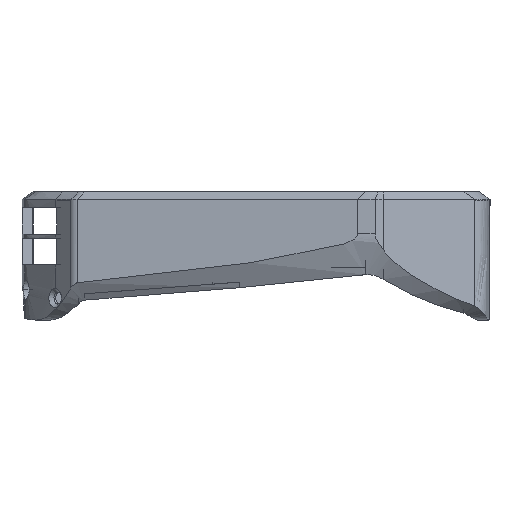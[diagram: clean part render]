
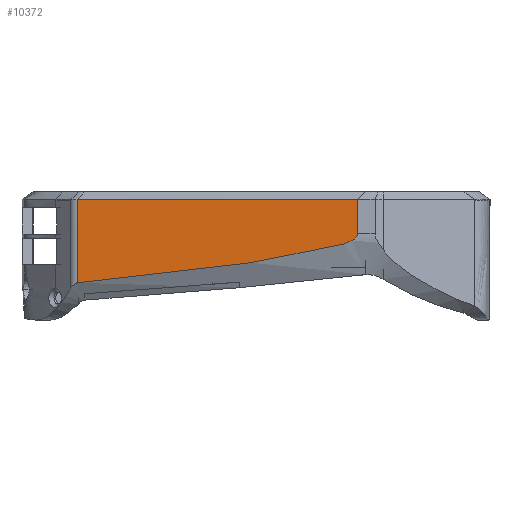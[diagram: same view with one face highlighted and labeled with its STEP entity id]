
A CAD part, left-side view. The second image highlights one B-rep face of the part: STEP entity #10372.
In plain terms, the highlighted planar face has unit normal (-0.999, 0.053, 0).
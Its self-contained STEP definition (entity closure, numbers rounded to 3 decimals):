
#646=FACE_OUTER_BOUND('',#1234,.T.);
#1234=EDGE_LOOP('',(#7797,#7798,#7799,#7800));
#2111=LINE('',#19154,#3175);
#2127=LINE('',#19270,#3191);
#2128=LINE('',#19271,#3192);
#3175=VECTOR('',#12299,10.);
#3191=VECTOR('',#12327,10.);
#3192=VECTOR('',#12328,10.);
#3979=B_SPLINE_CURVE_WITH_KNOTS('',3,(#17578,#17579,#17580,#17581,#17582,
#17583,#17584,#17585,#17586,#17587,#17588,#17589,#17590,#17591,#17592,#17593),
 .UNSPECIFIED.,.F.,.F.,(4,2,2,2,2,2,2,4),(0.05,5.176,
6.334,6.678,6.791,6.858,6.891,
6.925),.UNSPECIFIED.);
#4538=VERTEX_POINT('',#17575);
#4539=VERTEX_POINT('',#17577);
#4744=VERTEX_POINT('',#19134);
#4745=VERTEX_POINT('',#19153);
#5651=EDGE_CURVE('',#4539,#4538,#3979,.T.);
#5929=EDGE_CURVE('',#4744,#4745,#2111,.T.);
#5951=EDGE_CURVE('',#4539,#4745,#2127,.T.);
#5952=EDGE_CURVE('',#4538,#4744,#2128,.T.);
#7797=ORIENTED_EDGE('',*,*,#5929,.T.);
#7798=ORIENTED_EDGE('',*,*,#5951,.F.);
#7799=ORIENTED_EDGE('',*,*,#5651,.T.);
#7800=ORIENTED_EDGE('',*,*,#5952,.T.);
#9923=PLANE('',#10990);
#10372=ADVANCED_FACE('',(#646),#9923,.T.);
#10990=AXIS2_PLACEMENT_3D('',#19269,#12325,#12326);
#12299=DIRECTION('',(0.053,0.999,0.));
#12325=DIRECTION('center_axis',(-0.999,0.053,0.));
#12326=DIRECTION('ref_axis',(-0.053,-0.999,0.));
#12327=DIRECTION('',(0.,0.,1.));
#12328=DIRECTION('',(0.,0.,1.));
#17575=CARTESIAN_POINT('',(-151.931,-26.45,12.141));
#17577=CARTESIAN_POINT('',(-147.958,48.11,-0.96));
#17578=CARTESIAN_POINT('Ctrl Pts',(-147.958,48.11,-0.96));
#17579=CARTESIAN_POINT('Ctrl Pts',(-148.874,30.927,0.699));
#17580=CARTESIAN_POINT('Ctrl Pts',(-150.33,3.588,3.609));
#17581=CARTESIAN_POINT('Ctrl Pts',(-151.407,-16.611,
7.6));
#17582=CARTESIAN_POINT('Ctrl Pts',(-151.658,-21.337,
8.658));
#17583=CARTESIAN_POINT('Ctrl Pts',(-151.852,-24.96,
10.216));
#17584=CARTESIAN_POINT('Ctrl Pts',(-151.889,-25.659,
10.602));
#17585=CARTESIAN_POINT('Ctrl Pts',(-151.919,-26.219,
11.144));
#17586=CARTESIAN_POINT('Ctrl Pts',(-151.926,-26.35,11.302));
#17587=CARTESIAN_POINT('Ctrl Pts',(-151.932,-26.479,
11.58));
#17588=CARTESIAN_POINT('Ctrl Pts',(-151.934,-26.509,
11.69));
#17589=CARTESIAN_POINT('Ctrl Pts',(-151.934,-26.515,
11.861));
#17590=CARTESIAN_POINT('Ctrl Pts',(-151.934,-26.511,
11.917));
#17591=CARTESIAN_POINT('Ctrl Pts',(-151.933,-26.49,
12.031));
#17592=CARTESIAN_POINT('Ctrl Pts',(-151.932,-26.472,
12.087));
#17593=CARTESIAN_POINT('Ctrl Pts',(-151.931,-26.45,
12.141));
#19134=CARTESIAN_POINT('',(-151.931,-26.45,21.25));
#19153=CARTESIAN_POINT('',(-147.958,48.11,21.25));
#19154=CARTESIAN_POINT('',(-151.931,-26.45,21.25));
#19269=CARTESIAN_POINT('Origin',(-147.958,48.11,0.));
#19270=CARTESIAN_POINT('',(-147.958,48.11,0.));
#19271=CARTESIAN_POINT('',(-151.931,-26.45,12.5));
